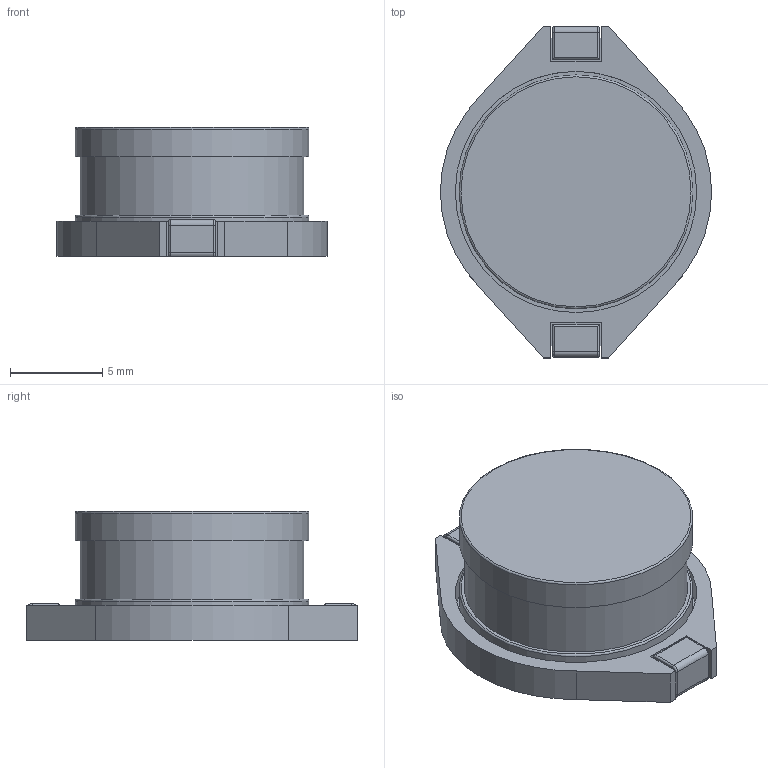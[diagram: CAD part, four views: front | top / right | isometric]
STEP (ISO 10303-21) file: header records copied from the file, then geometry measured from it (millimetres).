
FILE_DESCRIPTION(/* description */ (''),/* implementation_level */ '2;1');
FILE_NAME(/* name */ 'IND_COILCRAFT_DO5022P.stp',/* time_stamp */ '2016-03-23T14:39:08+01:00',/* author */ ('riccim'),/* organization */ ('SolidWorks'),/* preprocessor_version */ 'ST-DEVELOPER v15.5',/* originating_system */ 'AutoCAD Mechanical',/* authorisation */ '');
FILE_SCHEMA (('AUTOMOTIVE_DESIGN { 1 0 10303 214 3 1 1 }'));
Length unit declared in the file: millimetre
Products named in the file (1): Product
Bounding box: 14.73 x 18.03 x 7.01 mm (x, y, z)
Volume: 966.5 mm3; surface area: 1325.9 mm2
Topology: 5 solids, 5 shells, 84 faces, 199 edges, 127 vertices
Faces by surface type: plane 54, cylinder 20, torus 10
Full cylindrical faces by diameter (mm): 12.129 x1, 12.7 x2, 13.11 x1
Entity records: 2424 total; most frequent: CARTESIAN_POINT 439, DIRECTION 404, ORIENTED_EDGE 384, EDGE_CURVE 192, LINE 142, VECTOR 142, AXIS2_PLACEMENT_3D 131, VERTEX_POINT 126
